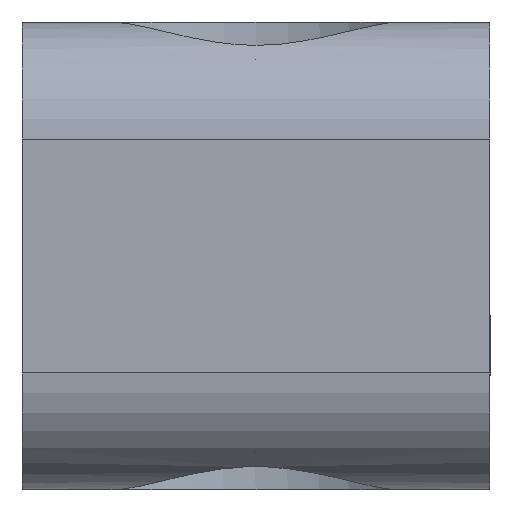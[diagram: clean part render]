
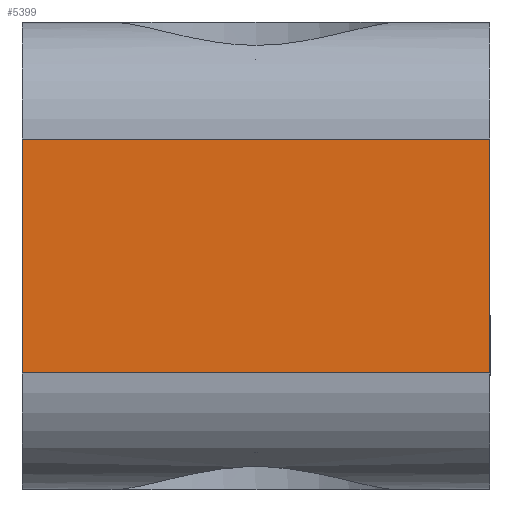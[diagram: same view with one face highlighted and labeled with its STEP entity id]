
A CAD part, left-side view. The second image highlights one B-rep face of the part: STEP entity #5399.
In plain terms, the highlighted planar face has unit normal (-1, 0, 0).
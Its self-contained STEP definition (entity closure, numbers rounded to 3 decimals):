
#1402=ORIENTED_EDGE('',*,*,#2345,.T.);
#1403=ORIENTED_EDGE('',*,*,#2540,.F.);
#1404=ORIENTED_EDGE('',*,*,#2333,.F.);
#1405=ORIENTED_EDGE('',*,*,#2541,.F.);
#2333=EDGE_CURVE('',#3064,#3065,#3534,.T.);
#2345=EDGE_CURVE('',#3070,#3071,#3539,.T.);
#2540=EDGE_CURVE('',#3065,#3071,#3662,.T.);
#2541=EDGE_CURVE('',#3070,#3064,#3663,.T.);
#3064=VERTEX_POINT('',#8450);
#3065=VERTEX_POINT('',#8452);
#3070=VERTEX_POINT('',#8467);
#3071=VERTEX_POINT('',#8470);
#3534=LINE('',#8451,#4058);
#3539=LINE('',#8471,#4063);
#3662=LINE('',#8900,#4186);
#3663=LINE('',#8901,#4187);
#4058=VECTOR('',#6613,1000.);
#4063=VECTOR('',#6634,1000.);
#4186=VECTOR('',#7177,1000.);
#4187=VECTOR('',#7178,1000.);
#4521=EDGE_LOOP('',(#1402,#1403,#1404,#1405));
#4907=FACE_BOUND('',#4521,.T.);
#5169=PLANE('',#5888);
#5399=ADVANCED_FACE('',(#4907),#5169,.F.);
#5888=AXIS2_PLACEMENT_3D('',#8899,#7175,#7176);
#6613=DIRECTION('',(0.,0.,-1.));
#6634=DIRECTION('',(0.,0.,-1.));
#7175=DIRECTION('',(1.,0.,0.));
#7176=DIRECTION('',(0.,0.,1.));
#7177=DIRECTION('',(0.,1.,0.));
#7178=DIRECTION('',(0.,-1.,0.));
#8450=CARTESIAN_POINT('',(225.,0.,2.5));
#8451=CARTESIAN_POINT('',(225.,0.,0.));
#8452=CARTESIAN_POINT('',(225.,0.,-2.5));
#8467=CARTESIAN_POINT('',(225.,10.,2.5));
#8470=CARTESIAN_POINT('',(225.,10.,-2.5));
#8471=CARTESIAN_POINT('',(225.,10.,0.));
#8899=CARTESIAN_POINT('',(225.,0.,0.));
#8900=CARTESIAN_POINT('',(225.,10.,-2.5));
#8901=CARTESIAN_POINT('',(225.,0.,2.5));
